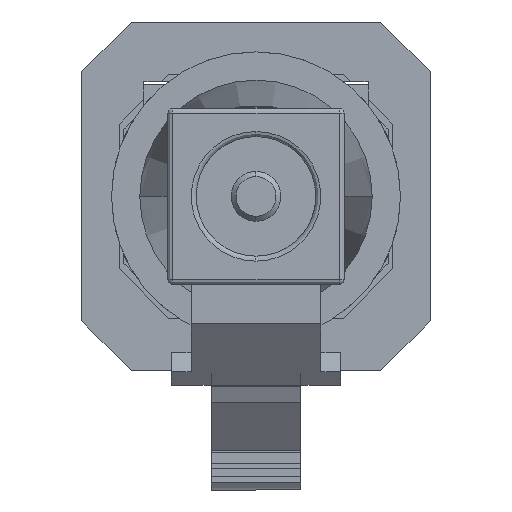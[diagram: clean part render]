
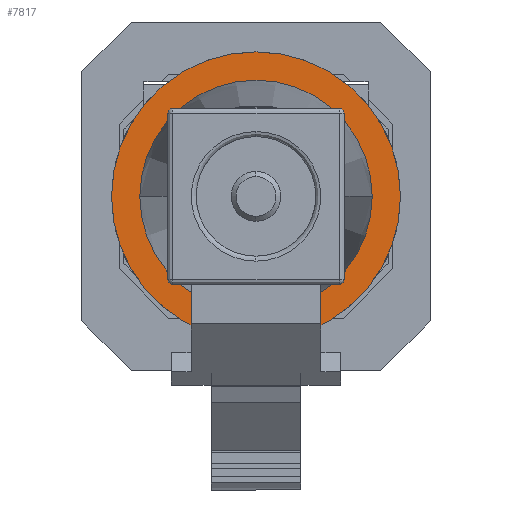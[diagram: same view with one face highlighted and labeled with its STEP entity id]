
A CAD part, front view. The second image highlights one B-rep face of the part: STEP entity #7817.
In plain terms, the highlighted planar face has unit normal (0, -1, 0).
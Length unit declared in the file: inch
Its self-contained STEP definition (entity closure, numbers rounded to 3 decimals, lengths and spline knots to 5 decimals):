
#2006 = CARTESIAN_POINT ( 'NONE',  ( 0., 0., 0.145 ) ) ;
#2130 = DIRECTION ( 'NONE',  ( 0., 0., 1. ) ) ;
#2131 = DIRECTION ( 'NONE',  ( 0., 1., 0. ) ) ;
#2132 = CARTESIAN_POINT ( 'NONE',  ( 0., 0., 0. ) ) ;
#2133 = AXIS2_PLACEMENT_3D ( 'NONE', #2132, #2131, #2130 ) ;
#2134 = CIRCLE ( 'NONE', #2133, 0.145 ) ;
#2146 = CARTESIAN_POINT ( 'NONE',  ( 0., 0., -0.145 ) ) ;
#2815 = CARTESIAN_POINT ( 'NONE',  ( 0.11663, 0., 0. ) ) ;
#2840 = CARTESIAN_POINT ( 'NONE',  ( -0.11663, 0., 0. ) ) ;
#2841 = DIRECTION ( 'NONE',  ( -1., 0., 0. ) ) ;
#2842 = DIRECTION ( 'NONE',  ( 0., 1., 0. ) ) ;
#2843 = CARTESIAN_POINT ( 'NONE',  ( 0., 0., 0. ) ) ;
#2844 = AXIS2_PLACEMENT_3D ( 'NONE', #2843, #2842, #2841 ) ;
#2845 = CIRCLE ( 'NONE', #2844, 0.11663 ) ;
#7227 = VERTEX_POINT ( 'NONE', #2006 ) ;
#7391 = EDGE_CURVE ( 'NONE', #7227, #7396, #2134, .T. ) ;
#7396 = VERTEX_POINT ( 'NONE', #2146 ) ;
#7692 = VERTEX_POINT ( 'NONE', #2815 ) ;
#7694 = EDGE_CURVE ( 'NONE', #7695, #7692, #2845, .T. ) ;
#7695 = VERTEX_POINT ( 'NONE', #2840 ) ;
#7729 = ORIENTED_EDGE ( 'NONE', *, *, #7916, .T. ) ;
#7730 = EDGE_LOOP ( 'NONE', ( #7735, #7942 ) ) ;
#7735 = ORIENTED_EDGE ( 'NONE', *, *, #7823, .F. ) ;
#7817 = ADVANCED_FACE ( 'NONE', ( #11046, #11041 ), #11040, .F. ) ;
#7818 = ORIENTED_EDGE ( 'NONE', *, *, #7694, .T. ) ;
#7823 = EDGE_CURVE ( 'NONE', #7396, #7227, #11028, .T. ) ;
#7824 = EDGE_LOOP ( 'NONE', ( #7818, #7729 ) ) ;
#7916 = EDGE_CURVE ( 'NONE', #7692, #7695, #8736, .T. ) ;
#7942 = ORIENTED_EDGE ( 'NONE', *, *, #7391, .F. ) ;
#8608 = DIRECTION ( 'NONE',  ( -1., 0., 0. ) ) ;
#8609 = DIRECTION ( 'NONE',  ( 0., 1., 0. ) ) ;
#8610 = CARTESIAN_POINT ( 'NONE',  ( 0., 0., 0. ) ) ;
#8613 = AXIS2_PLACEMENT_3D ( 'NONE', #8610, #8609, #8608 ) ;
#8736 = CIRCLE ( 'NONE', #8613, 0.11663 ) ;
#11024 = DIRECTION ( 'NONE',  ( 0., 0., 1. ) ) ;
#11025 = DIRECTION ( 'NONE',  ( 0., 1., 0. ) ) ;
#11026 = CARTESIAN_POINT ( 'NONE',  ( 0., 0., 0. ) ) ;
#11027 = AXIS2_PLACEMENT_3D ( 'NONE', #11026, #11025, #11024 ) ;
#11028 = CIRCLE ( 'NONE', #11027, 0.145 ) ;
#11036 = DIRECTION ( 'NONE',  ( 0., 0., 1. ) ) ;
#11037 = DIRECTION ( 'NONE',  ( 0., 1., 0. ) ) ;
#11038 = CARTESIAN_POINT ( 'NONE',  ( 0., 0., 0. ) ) ;
#11039 = AXIS2_PLACEMENT_3D ( 'NONE', #11038, #11037, #11036 ) ;
#11040 = PLANE ( 'NONE',  #11039 ) ;
#11041 = FACE_OUTER_BOUND ( 'NONE', #7730, .T. ) ;
#11046 = FACE_BOUND ( 'NONE', #7824, .T. ) ;
